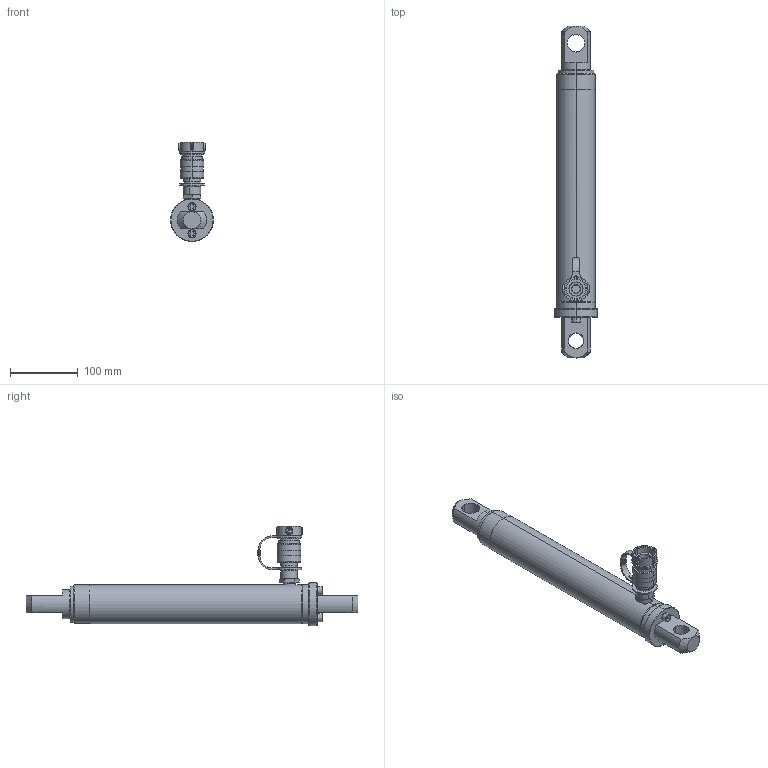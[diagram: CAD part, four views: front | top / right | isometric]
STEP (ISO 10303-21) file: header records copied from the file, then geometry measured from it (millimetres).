
FILE_DESCRIPTION (( 'STEP AP214' ), '1' );
FILE_NAME ('H1010-SFA.STEP', '2016-01-14T07:13:50', ( '' ), ( '' ), 'SwSTEP 2.0', 'SolidWorks 2015', '' );
FILE_SCHEMA (( 'AUTOMOTIVE_DESIGN' ));
Length unit declared in the file: millimetre
Products named in the file (1): H1010-SFA
Bounding box: 63.5 x 491.72 x 146.87 mm (x, y, z)
Volume: 657528.6 mm3; surface area: 192828.1 mm2
Topology: 12 solids, 12 shells, 650 faces, 1564 edges, 975 vertices
Faces by surface type: cylinder 226, plane 203, cone 112, bspline 73, torus 28, sphere 8
Entity records: 30104 total; most frequent: CARTESIAN_POINT 7969, ORIENTED_EDGE 3104, DIRECTION 3027, EDGE_CURVE 1552, AXIS2_PLACEMENT_3D 1175, VERTEX_POINT 975, EDGE_LOOP 731, VECTOR 677
